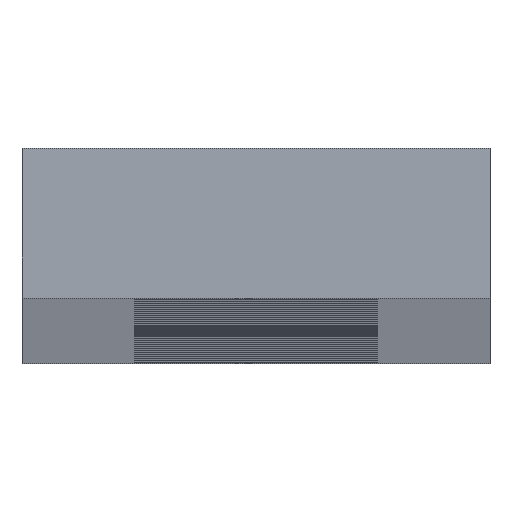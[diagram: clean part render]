
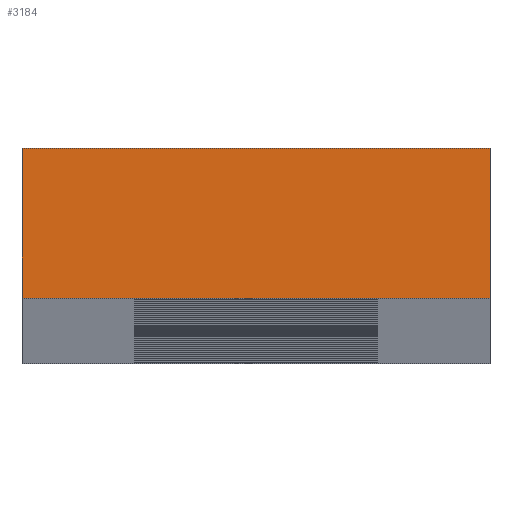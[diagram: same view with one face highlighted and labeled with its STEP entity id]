
A CAD part, top view. The second image highlights one B-rep face of the part: STEP entity #3184.
In plain terms, the highlighted planar face has unit normal (0, 0, 1).
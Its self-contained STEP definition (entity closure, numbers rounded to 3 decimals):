
#329 = FACE_OUTER_BOUND ( 'NONE', #9610, .T. ) ;
#463 = EDGE_CURVE ( 'NONE', #8769, #10441, #14772, .T. ) ;
#713 = DIRECTION ( 'NONE',  ( 1., 0., 0. ) ) ;
#1116 = DIRECTION ( 'NONE',  ( -1., 0., 0. ) ) ;
#2024 = ORIENTED_EDGE ( 'NONE', *, *, #3397, .T. ) ;
#2293 = VECTOR ( 'NONE', #11595, 1000. ) ;
#2547 = CARTESIAN_POINT ( 'NONE',  ( 12.5, 4., 1000. ) ) ;
#2971 = VERTEX_POINT ( 'NONE', #4599 ) ;
#3184 = ADVANCED_FACE ( 'NONE', ( #329 ), #12476, .F. ) ;
#3397 = EDGE_CURVE ( 'NONE', #2971, #13553, #16213, .T. ) ;
#4599 = CARTESIAN_POINT ( 'NONE',  ( -12.5, -4., 1000. ) ) ;
#4806 = AXIS2_PLACEMENT_3D ( 'NONE', #8712, #16313, #1116 ) ;
#5352 = EDGE_CURVE ( 'NONE', #8769, #2971, #7275, .T. ) ;
#6006 = ORIENTED_EDGE ( 'NONE', *, *, #463, .F. ) ;
#6395 = VECTOR ( 'NONE', #713, 1000. ) ;
#6651 = ORIENTED_EDGE ( 'NONE', *, *, #5352, .T. ) ;
#6815 = VECTOR ( 'NONE', #7150, 1000. ) ;
#7038 = CARTESIAN_POINT ( 'NONE',  ( -12.5, 4., 1000. ) ) ;
#7121 = DIRECTION ( 'NONE',  ( 1., 0., 0. ) ) ;
#7150 = DIRECTION ( 'NONE',  ( 0., -1., 0. ) ) ;
#7275 = LINE ( 'NONE', #11538, #2293 ) ;
#8712 = CARTESIAN_POINT ( 'NONE',  ( 12.5, 4., 1000. ) ) ;
#8769 = VERTEX_POINT ( 'NONE', #7038 ) ;
#8807 = EDGE_CURVE ( 'NONE', #10441, #13553, #15947, .T. ) ;
#9610 = EDGE_LOOP ( 'NONE', ( #2024, #12608, #6006, #6651 ) ) ;
#9645 = CARTESIAN_POINT ( 'NONE',  ( 12.5, -4., 1000. ) ) ;
#10441 = VERTEX_POINT ( 'NONE', #2547 ) ;
#11538 = CARTESIAN_POINT ( 'NONE',  ( -12.5, 4., 1000. ) ) ;
#11595 = DIRECTION ( 'NONE',  ( 0., -1., 0. ) ) ;
#12122 = CARTESIAN_POINT ( 'NONE',  ( 12.5, 4., 1000. ) ) ;
#12476 = PLANE ( 'NONE',  #4806 ) ;
#12608 = ORIENTED_EDGE ( 'NONE', *, *, #8807, .F. ) ;
#12899 = CARTESIAN_POINT ( 'NONE',  ( 12.5, 4., 1000. ) ) ;
#13553 = VERTEX_POINT ( 'NONE', #16243 ) ;
#14772 = LINE ( 'NONE', #12899, #6395 ) ;
#15840 = VECTOR ( 'NONE', #7121, 1000. ) ;
#15947 = LINE ( 'NONE', #12122, #6815 ) ;
#16213 = LINE ( 'NONE', #9645, #15840 ) ;
#16243 = CARTESIAN_POINT ( 'NONE',  ( 12.5, -4., 1000. ) ) ;
#16313 = DIRECTION ( 'NONE',  ( 0., 0., -1. ) ) ;
